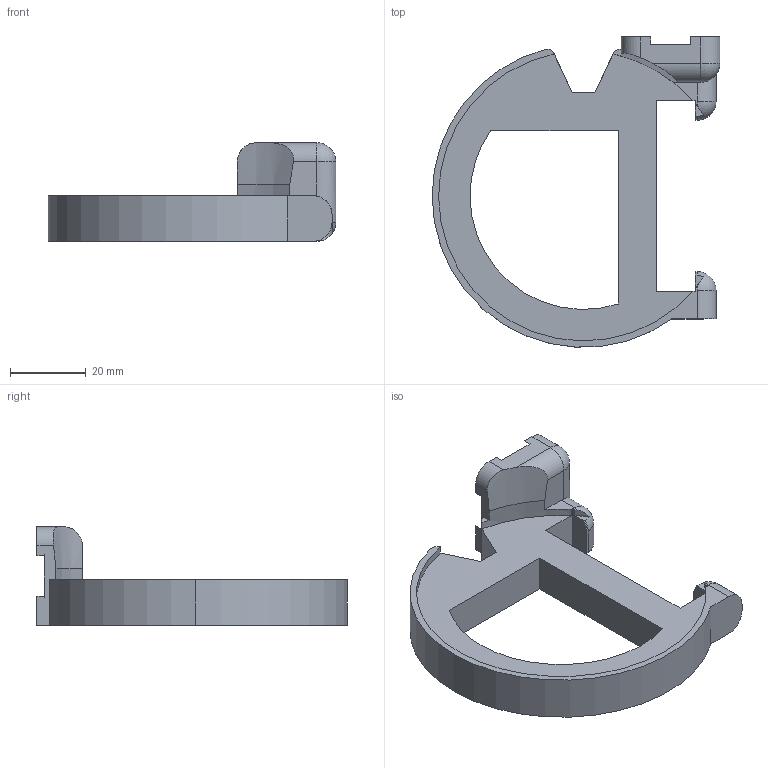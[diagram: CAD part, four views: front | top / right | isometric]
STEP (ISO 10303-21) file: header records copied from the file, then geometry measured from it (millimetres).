
FILE_DESCRIPTION (( 'STEP AP214' ), '1' );
FILE_NAME ('LAB-001-030-110_00.STEP', '2024-09-30T17:54:26', ( '' ), ( '' ), 'SwSTEP 2.0', 'SolidWorks 2022', '' );
FILE_SCHEMA (( 'AUTOMOTIVE_DESIGN' ));
Length unit declared in the file: millimetre
Products named in the file (1): LAB-001-030-110_00
Bounding box: 76 x 81.94 x 26 mm (x, y, z)
Volume: 30186.6 mm3; surface area: 11842.9 mm2
Topology: 1 solids, 1 shells, 66 faces, 184 edges, 115 vertices
Faces by surface type: plane 35, cylinder 25, sphere 5, cone 1
Entity records: 2199 total; most frequent: CARTESIAN_POINT 471, ORIENTED_EDGE 358, DIRECTION 355, EDGE_CURVE 179, AXIS2_PLACEMENT_3D 119, LINE 117, VECTOR 117, VERTEX_POINT 115
